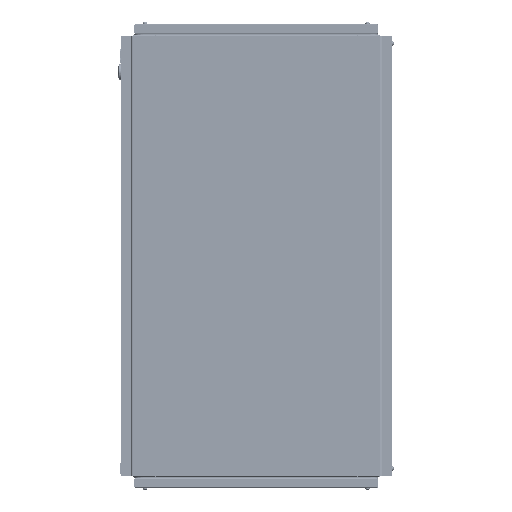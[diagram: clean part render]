
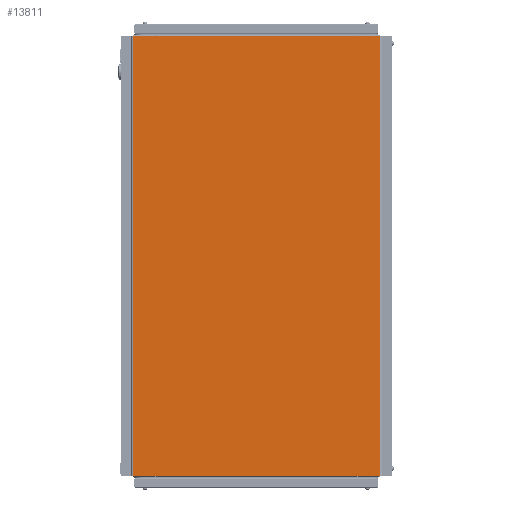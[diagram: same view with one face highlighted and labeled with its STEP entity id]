
A CAD part, front view. The second image highlights one B-rep face of the part: STEP entity #13811.
In plain terms, the highlighted planar face has unit normal (0, -1, 0).
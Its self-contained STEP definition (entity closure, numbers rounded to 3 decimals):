
#122 = EDGE_CURVE ( 'NONE', #29817, #45503, #9357, .T. ) ;
#768 = CARTESIAN_POINT ( 'NONE',  ( 19.8, -20., 799. ) ) ;
#1952 = CARTESIAN_POINT ( 'NONE',  ( 469.2, -20., 799. ) ) ;
#3085 = DIRECTION ( 'NONE',  ( -1., 0., 0. ) ) ;
#5786 = EDGE_CURVE ( 'NONE', #47555, #29817, #8685, .T. ) ;
#6268 = ORIENTED_EDGE ( 'NONE', *, *, #5786, .F. ) ;
#8077 = DIRECTION ( 'NONE',  ( 1., 0., 0. ) ) ;
#8633 = CARTESIAN_POINT ( 'NONE',  ( 19.8, -20., 0. ) ) ;
#8685 = LINE ( 'NONE', #768, #32081 ) ;
#9357 = LINE ( 'NONE', #1952, #27534 ) ;
#10213 = DIRECTION ( 'NONE',  ( 0., 0., -1. ) ) ;
#10874 = ORIENTED_EDGE ( 'NONE', *, *, #35565, .T. ) ;
#13643 = EDGE_CURVE ( 'NONE', #47555, #52594, #31739, .T. ) ;
#13811 = ADVANCED_FACE ( 'NONE', ( #21530 ), #44788, .F. ) ;
#15707 = ORIENTED_EDGE ( 'NONE', *, *, #13643, .T. ) ;
#16118 = CARTESIAN_POINT ( 'NONE',  ( 469.2, -20., 0. ) ) ;
#16581 = DIRECTION ( 'NONE',  ( 1., 0., 0. ) ) ;
#17426 = CARTESIAN_POINT ( 'NONE',  ( 19.8, -20., 799. ) ) ;
#17509 = CARTESIAN_POINT ( 'NONE',  ( 20.8, -20., 0. ) ) ;
#17867 = VECTOR ( 'NONE', #10213, 1000. ) ;
#21349 = VECTOR ( 'NONE', #8077, 1000. ) ;
#21457 = ORIENTED_EDGE ( 'NONE', *, *, #122, .F. ) ;
#21530 = FACE_OUTER_BOUND ( 'NONE', #53403, .T. ) ;
#22421 = DIRECTION ( 'NONE',  ( 0., 0., -1. ) ) ;
#25244 = LINE ( 'NONE', #8633, #21349 ) ;
#27534 = VECTOR ( 'NONE', #22421, 1000. ) ;
#29817 = VERTEX_POINT ( 'NONE', #40902 ) ;
#30948 = CARTESIAN_POINT ( 'NONE',  ( 20.8, -20., 799. ) ) ;
#31009 = CARTESIAN_POINT ( 'NONE',  ( 20.8, -20., 799. ) ) ;
#31739 = LINE ( 'NONE', #30948, #17867 ) ;
#32081 = VECTOR ( 'NONE', #16581, 1000. ) ;
#34110 = DIRECTION ( 'NONE',  ( 0., 1., 0. ) ) ;
#35565 = EDGE_CURVE ( 'NONE', #52594, #45503, #25244, .T. ) ;
#40902 = CARTESIAN_POINT ( 'NONE',  ( 469.2, -20., 799. ) ) ;
#44788 = PLANE ( 'NONE',  #46728 ) ;
#45503 = VERTEX_POINT ( 'NONE', #16118 ) ;
#46728 = AXIS2_PLACEMENT_3D ( 'NONE', #17426, #34110, #3085 ) ;
#47555 = VERTEX_POINT ( 'NONE', #31009 ) ;
#52594 = VERTEX_POINT ( 'NONE', #17509 ) ;
#53403 = EDGE_LOOP ( 'NONE', ( #10874, #21457, #6268, #15707 ) ) ;
